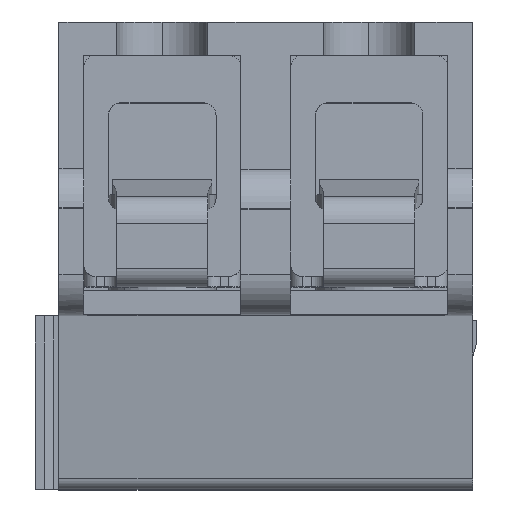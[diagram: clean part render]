
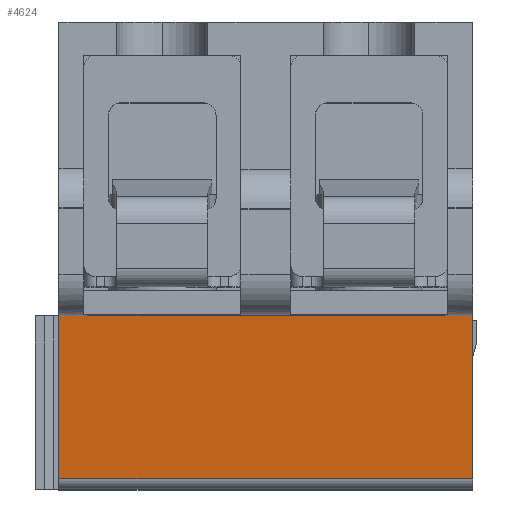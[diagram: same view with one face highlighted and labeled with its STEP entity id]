
A CAD part, top view. The second image highlights one B-rep face of the part: STEP entity #4624.
In plain terms, the highlighted planar face has unit normal (0, -0.122, 0.993).
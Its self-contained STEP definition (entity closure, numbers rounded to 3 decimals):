
#4624=ADVANCED_FACE('',(#8943),#8944,.T.);
#5114=VERTEX_POINT('',#9490);
#5118=VERTEX_POINT('',#9494);
#5120=EDGE_CURVE('',#5118,#5114,#9496,.T.);
#5430=VERTEX_POINT('',#9806);
#5434=VERTEX_POINT('',#9810);
#5436=EDGE_CURVE('',#5430,#5434,#9812,.T.);
#5574=EDGE_CURVE('',#5430,#5118,#9950,.T.);
#5582=EDGE_CURVE('',#5114,#5434,#9958,.T.);
#8943=FACE_OUTER_BOUND('',#17181,.T.);
#8944=PLANE('',#17182);
#9490=CARTESIAN_POINT('',(10.0,4.2,6.226));
#9494=CARTESIAN_POINT('',(10.0,0.263,5.743));
#9496=LINE('',#18355,#18356);
#9806=CARTESIAN_POINT('',(0.,0.263,5.743));
#9810=CARTESIAN_POINT('',(0.,4.2,6.226));
#9812=LINE('',#19040,#19041);
#9950=LINE('',#19261,#19262);
#9958=LINE('',#19275,#19276);
#17181=EDGE_LOOP('',(#24284,#24285,#24286,#24287));
#17182=AXIS2_PLACEMENT_3D('',#24288,#24289,#24290);
#18355=CARTESIAN_POINT('',(10.0,0.263,5.743));
#18356=VECTOR('',#24589,1.0);
#19040=CARTESIAN_POINT('',(0.,0.263,5.743));
#19041=VECTOR('',#24734,1.0);
#19261=CARTESIAN_POINT('',(2.5,0.263,5.743));
#19262=VECTOR('',#24783,1.0);
#19275=CARTESIAN_POINT('',(2.5,4.2,6.226));
#19276=VECTOR('',#24786,1.0);
#24284=ORIENTED_EDGE('',*,*,#5582,.T.);
#24285=ORIENTED_EDGE('',*,*,#5436,.F.);
#24286=ORIENTED_EDGE('',*,*,#5574,.T.);
#24287=ORIENTED_EDGE('',*,*,#5120,.T.);
#24288=CARTESIAN_POINT('',(-0.063,4.298,6.238));
#24289=DIRECTION('',(0.0,-0.122,0.993));
#24290=DIRECTION('',(1.0,0.0,0.0));
#24589=DIRECTION('',(0.0,0.993,0.122));
#24734=DIRECTION('',(0.0,0.993,0.122));
#24783=DIRECTION('',(1.0,0.0,0.0));
#24786=DIRECTION('',(-1.0,0.0,0.0));
